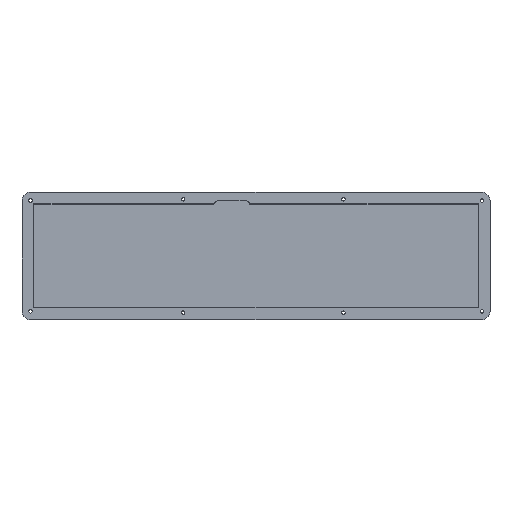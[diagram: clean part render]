
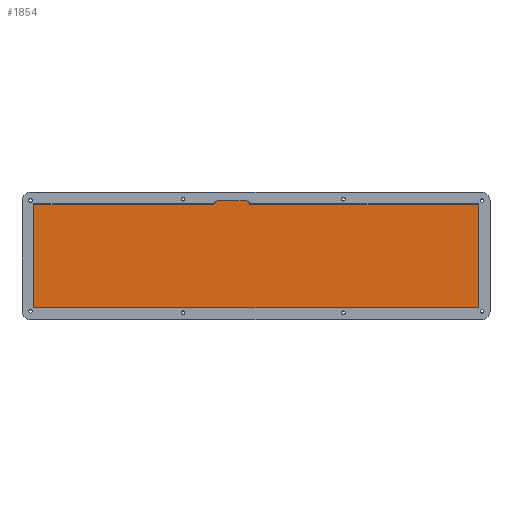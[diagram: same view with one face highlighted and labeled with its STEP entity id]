
A CAD part, top view. The second image highlights one B-rep face of the part: STEP entity #1854.
In plain terms, the highlighted planar face has unit normal (0, 0, 1).
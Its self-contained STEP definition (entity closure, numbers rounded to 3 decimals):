
#59=PLANE('',#2114);
#184=FACE_OUTER_BOUND('',#310,.T.);
#310=EDGE_LOOP('',(#1541,#1542,#1543,#1544,#1545,#1546,#1547,#1548));
#439=LINE('',#3261,#547);
#440=LINE('',#3263,#548);
#441=LINE('',#3265,#549);
#442=LINE('',#3267,#550);
#443=LINE('',#3269,#551);
#444=LINE('',#3270,#552);
#547=VECTOR('',#2665,10.);
#548=VECTOR('',#2666,10.);
#549=VECTOR('',#2667,10.);
#550=VECTOR('',#2668,10.);
#551=VECTOR('',#2669,10.);
#552=VECTOR('',#2670,10.);
#716=CIRCLE('',#2110,3.);
#717=CIRCLE('',#2112,3.);
#876=VERTEX_POINT('',#3246);
#877=VERTEX_POINT('',#3248);
#878=VERTEX_POINT('',#3252);
#879=VERTEX_POINT('',#3253);
#882=VERTEX_POINT('',#3262);
#883=VERTEX_POINT('',#3264);
#884=VERTEX_POINT('',#3266);
#885=VERTEX_POINT('',#3268);
#1111=EDGE_CURVE('',#877,#876,#716,.T.);
#1113=EDGE_CURVE('',#878,#879,#717,.T.);
#1117=EDGE_CURVE('',#876,#878,#439,.T.);
#1118=EDGE_CURVE('',#882,#879,#440,.F.);
#1119=EDGE_CURVE('',#883,#882,#441,.F.);
#1120=EDGE_CURVE('',#884,#883,#442,.F.);
#1121=EDGE_CURVE('',#885,#884,#443,.T.);
#1122=EDGE_CURVE('',#877,#885,#444,.F.);
#1541=ORIENTED_EDGE('',*,*,#1111,.T.);
#1542=ORIENTED_EDGE('',*,*,#1117,.T.);
#1543=ORIENTED_EDGE('',*,*,#1113,.T.);
#1544=ORIENTED_EDGE('',*,*,#1118,.F.);
#1545=ORIENTED_EDGE('',*,*,#1119,.F.);
#1546=ORIENTED_EDGE('',*,*,#1120,.F.);
#1547=ORIENTED_EDGE('',*,*,#1121,.F.);
#1548=ORIENTED_EDGE('',*,*,#1122,.F.);
#1854=ADVANCED_FACE('',(#184),#59,.T.);
#2110=AXIS2_PLACEMENT_3D('',#3249,#2652,#2653);
#2112=AXIS2_PLACEMENT_3D('',#3254,#2657,#2658);
#2114=AXIS2_PLACEMENT_3D('',#3260,#2663,#2664);
#2652=DIRECTION('center_axis',(0.,0.,1.));
#2653=DIRECTION('ref_axis',(0.943,0.333,0.));
#2657=DIRECTION('center_axis',(0.,0.,1.));
#2658=DIRECTION('ref_axis',(-0.943,0.333,0.));
#2663=DIRECTION('center_axis',(0.,0.,1.));
#2664=DIRECTION('ref_axis',(-1.,0.,0.));
#2665=DIRECTION('',(-1.,0.,0.));
#2666=DIRECTION('',(-1.,0.,0.));
#2667=DIRECTION('',(0.,-1.,0.));
#2668=DIRECTION('',(1.,0.,0.));
#2669=DIRECTION('',(0.,-1.,0.));
#2670=DIRECTION('',(-1.,0.,0.));
#3246=CARTESIAN_POINT('',(122.172,4.003,-1.8));
#3248=CARTESIAN_POINT('',(125.,2.003,-1.8));
#3249=CARTESIAN_POINT('Origin',(122.172,1.003,-1.8));
#3252=CARTESIAN_POINT('',(106.646,4.003,-1.8));
#3253=CARTESIAN_POINT('',(103.818,2.003,-1.8));
#3254=CARTESIAN_POINT('Origin',(106.646,1.003,-1.8));
#3260=CARTESIAN_POINT('Origin',(128.587,-28.573,-1.8));
#3261=CARTESIAN_POINT('',(103.072,4.003,-1.8));
#3262=CARTESIAN_POINT('',(-2.,2.003,-1.8));
#3263=CARTESIAN_POINT('',(195.131,2.003,-1.8));
#3264=CARTESIAN_POINT('',(-2.,-59.149,-1.8));
#3265=CARTESIAN_POINT('',(-2.,-12.035,-1.8));
#3266=CARTESIAN_POINT('',(259.175,-59.149,-1.8));
#3267=CARTESIAN_POINT('',(62.044,-59.149,-1.8));
#3268=CARTESIAN_POINT('',(259.175,2.003,-1.8));
#3269=CARTESIAN_POINT('',(259.175,-45.111,-1.8));
#3270=CARTESIAN_POINT('',(195.131,2.003,-1.8));
